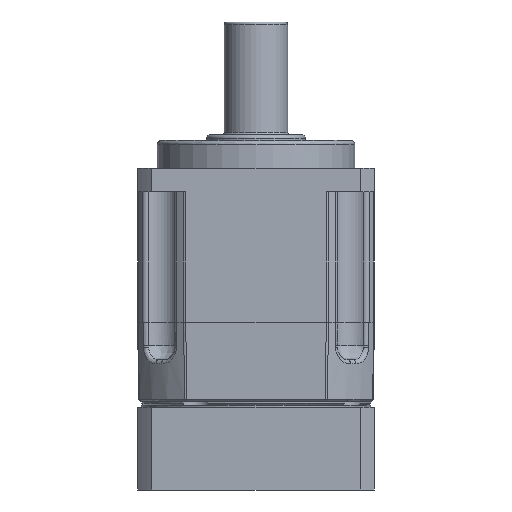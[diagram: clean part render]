
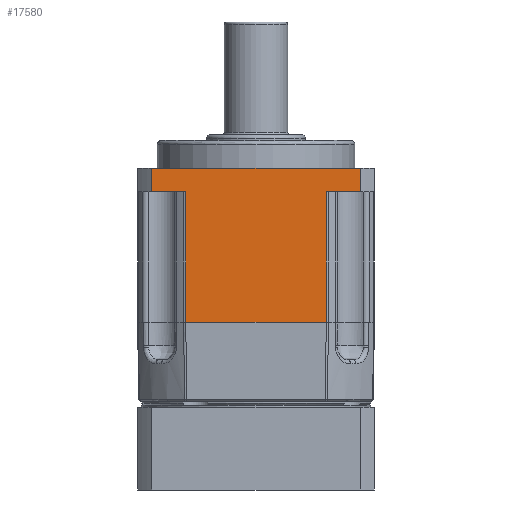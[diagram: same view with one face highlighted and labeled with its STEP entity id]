
A CAD part, front view. The second image highlights one B-rep face of the part: STEP entity #17580.
In plain terms, the highlighted planar face has unit normal (0, -1, 0).
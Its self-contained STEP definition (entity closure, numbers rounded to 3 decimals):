
#472 = VERTEX_POINT ( 'NONE', #31060 ) ;
#1445 = VECTOR ( 'NONE', #26066, 1000. ) ;
#1893 = CARTESIAN_POINT ( 'NONE',  ( -26.458, -30., 33. ) ) ;
#2488 = CARTESIAN_POINT ( 'NONE',  ( 26.458, -30., 39. ) ) ;
#2808 = CARTESIAN_POINT ( 'NONE',  ( 0., -30., 0. ) ) ;
#3550 = ORIENTED_EDGE ( 'NONE', *, *, #48738, .F. ) ;
#4193 = EDGE_CURVE ( 'NONE', #29148, #28202, #7305, .T. ) ;
#7002 = DIRECTION ( 'NONE',  ( -1., 0., 0. ) ) ;
#7305 = LINE ( 'NONE', #2488, #1445 ) ;
#8797 = EDGE_CURVE ( 'NONE', #12937, #16794, #31162, .T. ) ;
#9834 = VERTEX_POINT ( 'NONE', #52110 ) ;
#12317 = LINE ( 'NONE', #53962, #37307 ) ;
#12367 = VERTEX_POINT ( 'NONE', #22049 ) ;
#12613 = DIRECTION ( 'NONE',  ( 0., 0., 1. ) ) ;
#12750 = DIRECTION ( 'NONE',  ( -1., 0., 0. ) ) ;
#12937 = VERTEX_POINT ( 'NONE', #39337 ) ;
#15136 = VECTOR ( 'NONE', #39244, 1000. ) ;
#15670 = ORIENTED_EDGE ( 'NONE', *, *, #8797, .F. ) ;
#15961 = CARTESIAN_POINT ( 'NONE',  ( 0., -30., 39. ) ) ;
#16794 = VERTEX_POINT ( 'NONE', #19318 ) ;
#17384 = VECTOR ( 'NONE', #7002, 1000. ) ;
#17580 = ADVANCED_FACE ( 'NONE', ( #32011 ), #45308, .F. ) ;
#18360 = ORIENTED_EDGE ( 'NONE', *, *, #33488, .F. ) ;
#19318 = CARTESIAN_POINT ( 'NONE',  ( -26.458, -30., 33. ) ) ;
#20539 = ORIENTED_EDGE ( 'NONE', *, *, #23804, .T. ) ;
#20588 = VECTOR ( 'NONE', #24426, 1000. ) ;
#20852 = LINE ( 'NONE', #29020, #15136 ) ;
#20920 = ORIENTED_EDGE ( 'NONE', *, *, #4193, .F. ) ;
#21185 = VECTOR ( 'NONE', #12750, 1000. ) ;
#21241 = DIRECTION ( 'NONE',  ( 1., 0., 0. ) ) ;
#22049 = CARTESIAN_POINT ( 'NONE',  ( -17.748, -30., 0. ) ) ;
#22080 = DIRECTION ( 'NONE',  ( 0., 1., 0. ) ) ;
#22409 = CARTESIAN_POINT ( 'NONE',  ( 17.748, -30., 39. ) ) ;
#22652 = VERTEX_POINT ( 'NONE', #51115 ) ;
#22698 = DIRECTION ( 'NONE',  ( 0., 0., -1. ) ) ;
#22703 = EDGE_CURVE ( 'NONE', #28202, #22652, #25753, .T. ) ;
#23804 = EDGE_CURVE ( 'NONE', #12367, #472, #38412, .T. ) ;
#24426 = DIRECTION ( 'NONE',  ( 1., 0., 0. ) ) ;
#24539 = EDGE_CURVE ( 'NONE', #22652, #472, #35948, .T. ) ;
#25753 = LINE ( 'NONE', #1893, #17384 ) ;
#26066 = DIRECTION ( 'NONE',  ( 0., 0., -1. ) ) ;
#28202 = VERTEX_POINT ( 'NONE', #49651 ) ;
#28752 = AXIS2_PLACEMENT_3D ( 'NONE', #35912, #22080, #45879 ) ;
#29020 = CARTESIAN_POINT ( 'NONE',  ( -17.748, -30., 39. ) ) ;
#29148 = VERTEX_POINT ( 'NONE', #31249 ) ;
#31060 = CARTESIAN_POINT ( 'NONE',  ( 17.748, -30., 0. ) ) ;
#31162 = LINE ( 'NONE', #45355, #21185 ) ;
#31249 = CARTESIAN_POINT ( 'NONE',  ( 26.458, -30., 39. ) ) ;
#31958 = EDGE_CURVE ( 'NONE', #12367, #12937, #20852, .T. ) ;
#32011 = FACE_OUTER_BOUND ( 'NONE', #32465, .T. ) ;
#32465 = EDGE_LOOP ( 'NONE', ( #56452, #58323, #20920, #3550, #18360, #15670, #50356, #20539 ) ) ;
#33488 = EDGE_CURVE ( 'NONE', #16794, #9834, #12317, .T. ) ;
#35912 = CARTESIAN_POINT ( 'NONE',  ( -26.458, -30., 39. ) ) ;
#35948 = LINE ( 'NONE', #22409, #40344 ) ;
#37307 = VECTOR ( 'NONE', #12613, 1000. ) ;
#38412 = LINE ( 'NONE', #2808, #44280 ) ;
#39244 = DIRECTION ( 'NONE',  ( 0., 0., 1. ) ) ;
#39337 = CARTESIAN_POINT ( 'NONE',  ( -17.748, -30., 33. ) ) ;
#40344 = VECTOR ( 'NONE', #22698, 1000. ) ;
#44280 = VECTOR ( 'NONE', #21241, 1000. ) ;
#45308 = PLANE ( 'NONE',  #28752 ) ;
#45355 = CARTESIAN_POINT ( 'NONE',  ( -26.458, -30., 33. ) ) ;
#45879 = DIRECTION ( 'NONE',  ( 0., 0., 1. ) ) ;
#48738 = EDGE_CURVE ( 'NONE', #9834, #29148, #57296, .T. ) ;
#49651 = CARTESIAN_POINT ( 'NONE',  ( 26.458, -30., 33. ) ) ;
#50356 = ORIENTED_EDGE ( 'NONE', *, *, #31958, .F. ) ;
#51115 = CARTESIAN_POINT ( 'NONE',  ( 17.748, -30., 33. ) ) ;
#52110 = CARTESIAN_POINT ( 'NONE',  ( -26.458, -30., 39. ) ) ;
#53962 = CARTESIAN_POINT ( 'NONE',  ( -26.458, -30., 39. ) ) ;
#56452 = ORIENTED_EDGE ( 'NONE', *, *, #24539, .F. ) ;
#57296 = LINE ( 'NONE', #15961, #20588 ) ;
#58323 = ORIENTED_EDGE ( 'NONE', *, *, #22703, .F. ) ;
